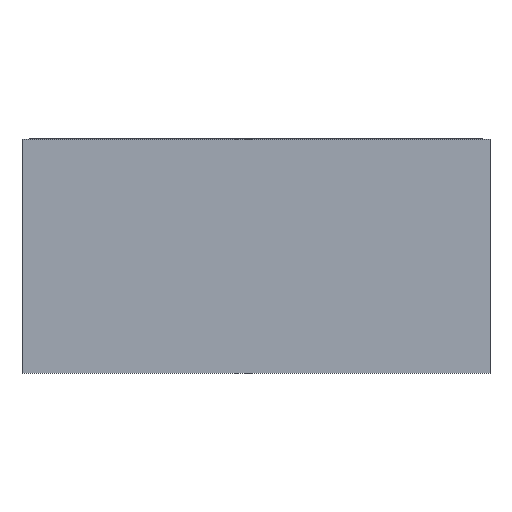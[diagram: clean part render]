
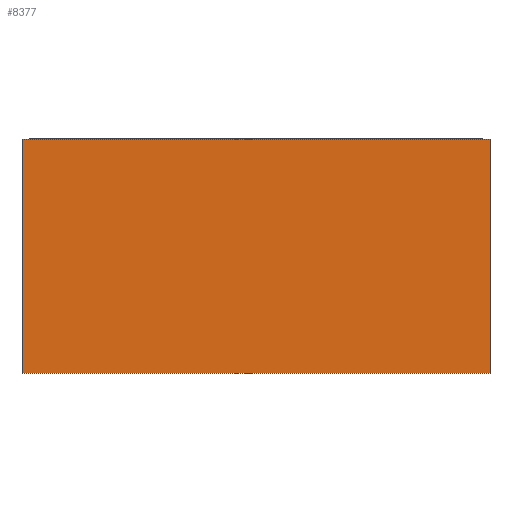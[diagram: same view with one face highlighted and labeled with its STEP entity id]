
A CAD part, left-side view. The second image highlights one B-rep face of the part: STEP entity #8377.
In plain terms, the highlighted planar face has unit normal (-1, 0, 0).
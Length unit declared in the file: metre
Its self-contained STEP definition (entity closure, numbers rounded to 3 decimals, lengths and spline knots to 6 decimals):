
#767=ORIENTED_EDGE('',*,*,#3312,.F.);
#768=ORIENTED_EDGE('',*,*,#3321,.F.);
#769=ORIENTED_EDGE('',*,*,#3322,.T.);
#770=ORIENTED_EDGE('',*,*,#3323,.T.);
#3312=EDGE_CURVE('',#4591,#4592,#5447,.T.);
#3321=EDGE_CURVE('',#4598,#4591,#5453,.T.);
#3322=EDGE_CURVE('',#4598,#4599,#5454,.T.);
#3323=EDGE_CURVE('',#4599,#4592,#5455,.T.);
#4591=VERTEX_POINT('',#10665);
#4592=VERTEX_POINT('',#10667);
#4598=VERTEX_POINT('',#10683);
#4599=VERTEX_POINT('',#10687);
#5447=LINE('',#10666,#6262);
#5453=LINE('',#10684,#6268);
#5454=LINE('',#10686,#6269);
#5455=LINE('',#10688,#6270);
#6262=VECTOR('',#9318,1.);
#6268=VECTOR('',#9334,1.);
#6269=VECTOR('',#9337,1.);
#6270=VECTOR('',#9338,1.);
#7078=EDGE_LOOP('',(#767,#768,#769,#770));
#7607=FACE_BOUND('',#7078,.T.);
#8132=PLANE('',#9051);
#8377=ADVANCED_FACE('',(#7607),#8132,.T.);
#9051=AXIS2_PLACEMENT_3D('',#10685,#9335,#9336);
#9318=DIRECTION('',(0.,-1.,0.));
#9334=DIRECTION('',(0.,0.,1.));
#9335=DIRECTION('',(-1.,0.,0.));
#9336=DIRECTION('',(0.,0.,1.));
#9337=DIRECTION('',(0.,-1.,0.));
#9338=DIRECTION('',(0.,0.,1.));
#10665=CARTESIAN_POINT('',(-0.015875,0.0127,0.));
#10666=CARTESIAN_POINT('',(-0.015875,0.,0.));
#10667=CARTESIAN_POINT('',(-0.015875,-0.0127,0.));
#10683=CARTESIAN_POINT('',(-0.015875,0.0127,-0.0127));
#10684=CARTESIAN_POINT('',(-0.015875,0.0127,-0.0127));
#10685=CARTESIAN_POINT('',(-0.015875,0.,-0.0127));
#10686=CARTESIAN_POINT('',(-0.015875,0.,-0.0127));
#10687=CARTESIAN_POINT('',(-0.015875,-0.0127,-0.0127));
#10688=CARTESIAN_POINT('',(-0.015875,-0.0127,-0.0127));
